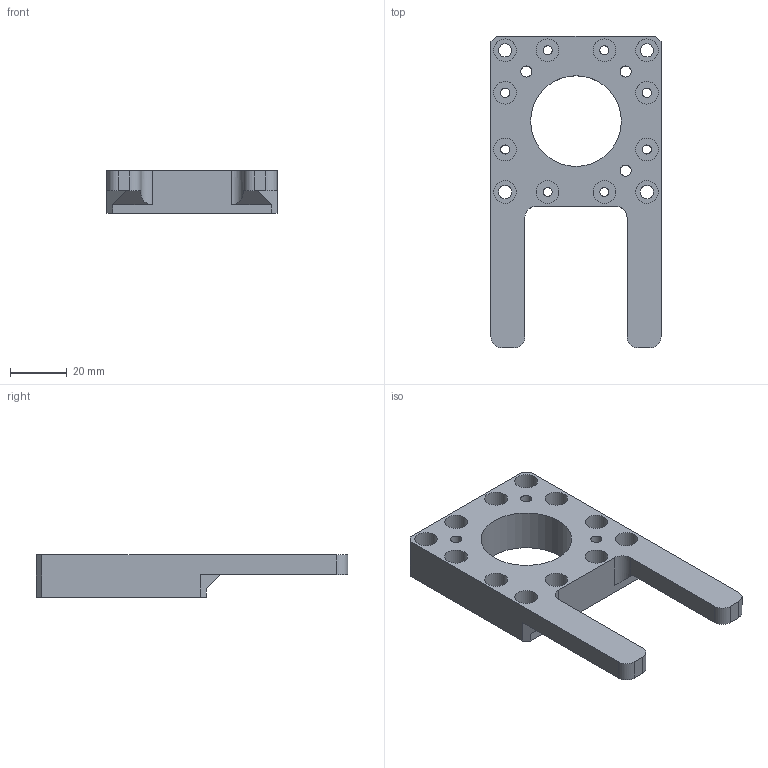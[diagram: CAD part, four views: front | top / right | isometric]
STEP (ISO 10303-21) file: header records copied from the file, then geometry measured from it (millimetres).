
FILE_DESCRIPTION(/* description */ (''),/* implementation_level */ '2;1');
FILE_NAME(/* name */ '30_cellSTORM_XY_Sample_arm_v3.ipt.step',/* time_stamp */ '2022-11-29T08:14:51+01:00',/* author */ ('diederichbenedict'),/* organization */ (''),/* preprocessor_version */ 'ST-DEVELOPER v18.1',/* originating_system */ 'Autodesk Inventor 2022',/* authorisation */ '');
FILE_SCHEMA (('AUTOMOTIVE_DESIGN { 1 0 10303 214 3 1 1 }'));
Length unit declared in the file: millimetre
Products named in the file (1): cellSTORM_UC2_Sample_arm
Bounding box: 60 x 110 x 15 mm (x, y, z)
Volume: 42427.5 mm3; surface area: 18904.1 mm2
Topology: 1 solids, 1 shells, 78 faces, 171 edges, 114 vertices
Faces by surface type: cylinder 41, plane 37
Full cylindrical faces by diameter (mm): 3.2 x8, 3.9 x4, 4.65 x4, 4.9 x6, 8 x12, 32 x1
Entity records: 2282 total; most frequent: DIRECTION 411, CARTESIAN_POINT 364, ORIENTED_EDGE 342, EDGE_CURVE 171, AXIS2_PLACEMENT_3D 161, EDGE_LOOP 129, VERTEX_POINT 114, LINE 89
